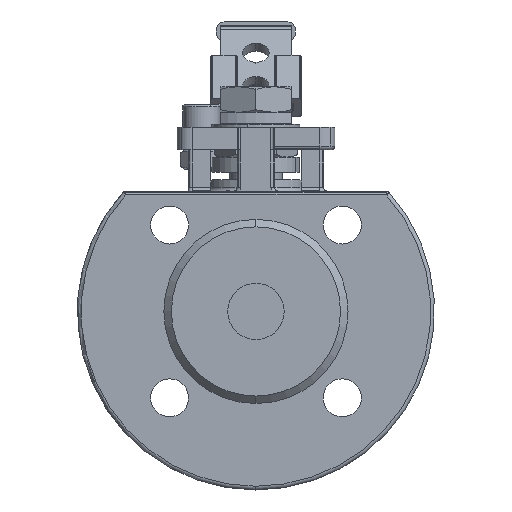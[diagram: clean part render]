
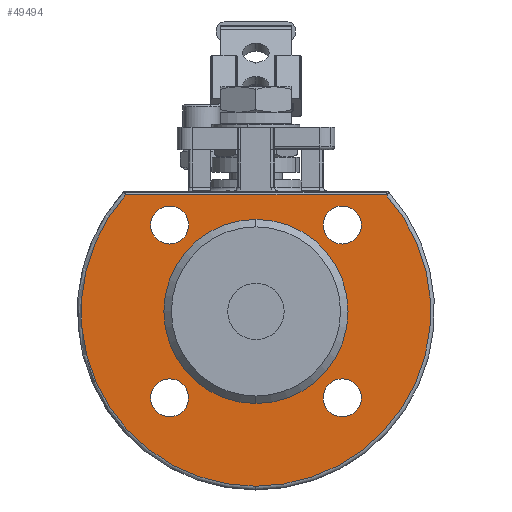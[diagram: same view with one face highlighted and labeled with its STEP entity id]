
A CAD part, left-side view. The second image highlights one B-rep face of the part: STEP entity #49494.
In plain terms, the highlighted planar face has unit normal (-1, 0, 0).
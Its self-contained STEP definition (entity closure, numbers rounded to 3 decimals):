
#10811=CARTESIAN_POINT('',(-19.,0.22,-46.499));
#10812=VERTEX_POINT('',#10811);
#10820=CARTESIAN_POINT('',(-19.,34.659,31.));
#10821=VERTEX_POINT('',#10820);
#10822=CARTESIAN_POINT('',(-19.,0.,0.));
#10823=DIRECTION('',(1.,0.,0.));
#10824=DIRECTION('',(0.,0.005,-1.));
#10825=AXIS2_PLACEMENT_3D('',#10822,#10823,#10824);
#10826=CIRCLE('',#10825,46.5);
#10827=EDGE_CURVE('',#10812,#10821,#10826,.T.);
#11480=CARTESIAN_POINT('',(-19.,22.981,28.034));
#11481=VERTEX_POINT('',#11480);
#11490=CARTESIAN_POINT('',(-19.,22.981,17.928));
#11491=VERTEX_POINT('',#11490);
#11492=CARTESIAN_POINT('',(-19.,22.981,22.981));
#11493=DIRECTION('',(1.,0.,-0.));
#11494=DIRECTION('',(0.,0.,1.));
#11495=AXIS2_PLACEMENT_3D('',#11492,#11493,#11494);
#11496=CIRCLE('',#11495,5.053);
#11497=EDGE_CURVE('',#11491,#11481,#11496,.T.);
#11522=CARTESIAN_POINT('',(-19.,28.034,-22.981));
#11523=VERTEX_POINT('',#11522);
#11532=CARTESIAN_POINT('',(-19.,17.928,-22.981));
#11533=VERTEX_POINT('',#11532);
#11534=CARTESIAN_POINT('',(-19.,22.981,-22.981));
#11535=DIRECTION('',(1.,0.,0.));
#11536=DIRECTION('',(0.,1.,-0.));
#11537=AXIS2_PLACEMENT_3D('',#11534,#11535,#11536);
#11538=CIRCLE('',#11537,5.053);
#11539=EDGE_CURVE('',#11533,#11523,#11538,.T.);
#11564=CARTESIAN_POINT('',(-19.,-22.981,-28.034));
#11565=VERTEX_POINT('',#11564);
#11574=CARTESIAN_POINT('',(-19.,-22.981,-17.928));
#11575=VERTEX_POINT('',#11574);
#11576=CARTESIAN_POINT('',(-19.,-22.981,-22.981));
#11577=DIRECTION('',(1.,0.,0.));
#11578=DIRECTION('',(0.,-0.,-1.));
#11579=AXIS2_PLACEMENT_3D('',#11576,#11577,#11578);
#11580=CIRCLE('',#11579,5.053);
#11581=EDGE_CURVE('',#11575,#11565,#11580,.T.);
#11606=CARTESIAN_POINT('',(-19.,-28.034,22.981));
#11607=VERTEX_POINT('',#11606);
#11616=CARTESIAN_POINT('',(-19.,-17.928,22.981));
#11617=VERTEX_POINT('',#11616);
#11618=CARTESIAN_POINT('',(-19.,-22.981,22.981));
#11619=DIRECTION('',(1.,0.,0.));
#11620=DIRECTION('',(0.,-1.,0.));
#11621=AXIS2_PLACEMENT_3D('',#11618,#11619,#11620);
#11622=CIRCLE('',#11621,5.053);
#11623=EDGE_CURVE('',#11617,#11607,#11622,.T.);
#11889=CARTESIAN_POINT('',(-19.,0.,24.5));
#11890=VERTEX_POINT('',#11889);
#11906=CARTESIAN_POINT('',(-19.,-0.,-24.5));
#11907=VERTEX_POINT('',#11906);
#11914=CARTESIAN_POINT('',(-19.,0.,0.));
#11915=DIRECTION('',(1.,0.,-0.));
#11916=DIRECTION('',(0.,0.,1.));
#11917=AXIS2_PLACEMENT_3D('',#11914,#11915,#11916);
#11918=CIRCLE('',#11917,24.5);
#11919=EDGE_CURVE('',#11890,#11907,#11918,.T.);
#48183=CARTESIAN_POINT('',(-19.,0.,0.));
#48184=DIRECTION('',(1.,0.,-0.));
#48185=DIRECTION('',(0.,0.,1.));
#48186=AXIS2_PLACEMENT_3D('',#48183,#48184,#48185);
#48187=CIRCLE('',#48186,24.5);
#48188=EDGE_CURVE('',#11907,#11890,#48187,.T.);
#48541=CARTESIAN_POINT('',(-19.,-22.981,22.981));
#48542=DIRECTION('',(1.,0.,0.));
#48543=DIRECTION('',(0.,-1.,0.));
#48544=AXIS2_PLACEMENT_3D('',#48541,#48542,#48543);
#48545=CIRCLE('',#48544,5.053);
#48546=EDGE_CURVE('',#11607,#11617,#48545,.T.);
#48565=CARTESIAN_POINT('',(-19.,-22.981,-22.981));
#48566=DIRECTION('',(1.,0.,0.));
#48567=DIRECTION('',(0.,-0.,-1.));
#48568=AXIS2_PLACEMENT_3D('',#48565,#48566,#48567);
#48569=CIRCLE('',#48568,5.053);
#48570=EDGE_CURVE('',#11565,#11575,#48569,.T.);
#48589=CARTESIAN_POINT('',(-19.,22.981,-22.981));
#48590=DIRECTION('',(1.,0.,0.));
#48591=DIRECTION('',(0.,1.,-0.));
#48592=AXIS2_PLACEMENT_3D('',#48589,#48590,#48591);
#48593=CIRCLE('',#48592,5.053);
#48594=EDGE_CURVE('',#11523,#11533,#48593,.T.);
#48613=CARTESIAN_POINT('',(-19.,22.981,22.981));
#48614=DIRECTION('',(1.,0.,-0.));
#48615=DIRECTION('',(0.,0.,1.));
#48616=AXIS2_PLACEMENT_3D('',#48613,#48614,#48615);
#48617=CIRCLE('',#48616,5.053);
#48618=EDGE_CURVE('',#11481,#11491,#48617,.T.);
#49421=CARTESIAN_POINT('',(-19.,-34.659,31.));
#49422=VERTEX_POINT('',#49421);
#49430=CARTESIAN_POINT('',(-19.,0.,0.));
#49431=DIRECTION('',(1.,0.,0.));
#49432=DIRECTION('',(0.,0.005,-1.));
#49433=AXIS2_PLACEMENT_3D('',#49430,#49431,#49432);
#49434=CIRCLE('',#49433,46.5);
#49435=EDGE_CURVE('',#49422,#10812,#49434,.T.);
#49459=CARTESIAN_POINT('',(-19.,0.,36.));
#49460=DIRECTION('',(-1.,0.,0.));
#49461=DIRECTION('',(0.,-1.,0.));
#49462=AXIS2_PLACEMENT_3D('',#49459,#49460,#49461);
#49463=PLANE('',#49462);
#49464=CARTESIAN_POINT('',(-19.,34.659,31.));
#49465=DIRECTION('',(0.,-1.,0.));
#49466=VECTOR('',#49465,69.318);
#49467=LINE('',#49464,#49466);
#49468=EDGE_CURVE('',#10821,#49422,#49467,.T.);
#49469=ORIENTED_EDGE('',*,*,#49468,.F.);
#49470=ORIENTED_EDGE('',*,*,#10827,.F.);
#49471=ORIENTED_EDGE('',*,*,#49435,.F.);
#49472=EDGE_LOOP('',(#49469,#49470,#49471));
#49473=FACE_BOUND('',#49472,.T.);
#49474=ORIENTED_EDGE('',*,*,#48188,.T.);
#49475=ORIENTED_EDGE('',*,*,#11919,.T.);
#49476=EDGE_LOOP('',(#49474,#49475));
#49477=FACE_BOUND('',#49476,.T.);
#49478=ORIENTED_EDGE('',*,*,#11623,.T.);
#49479=ORIENTED_EDGE('',*,*,#48546,.T.);
#49480=EDGE_LOOP('',(#49478,#49479));
#49481=FACE_BOUND('',#49480,.T.);
#49482=ORIENTED_EDGE('',*,*,#11581,.T.);
#49483=ORIENTED_EDGE('',*,*,#48570,.T.);
#49484=EDGE_LOOP('',(#49482,#49483));
#49485=FACE_BOUND('',#49484,.T.);
#49486=ORIENTED_EDGE('',*,*,#11539,.T.);
#49487=ORIENTED_EDGE('',*,*,#48594,.T.);
#49488=EDGE_LOOP('',(#49486,#49487));
#49489=FACE_BOUND('',#49488,.T.);
#49490=ORIENTED_EDGE('',*,*,#11497,.T.);
#49491=ORIENTED_EDGE('',*,*,#48618,.T.);
#49492=EDGE_LOOP('',(#49490,#49491));
#49493=FACE_BOUND('',#49492,.T.);
#49494=ADVANCED_FACE('',(#49473,#49477,#49481,#49485,#49489,#49493),#49463,.T.);
